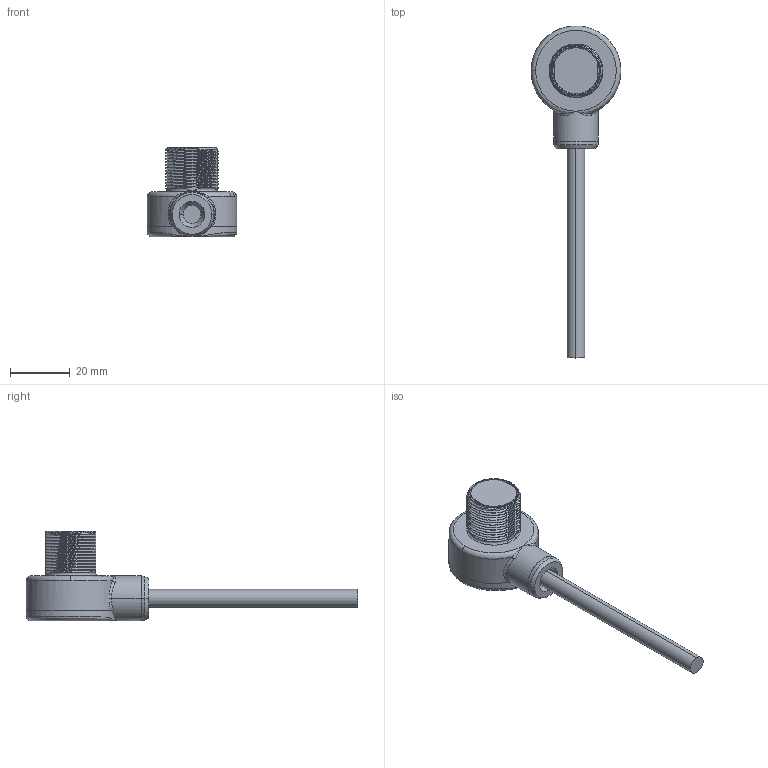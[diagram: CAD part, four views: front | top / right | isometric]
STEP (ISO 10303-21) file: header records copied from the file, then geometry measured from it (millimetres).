
FILE_DESCRIPTION((''),'2;1');
FILE_NAME('152817_SM01_ASM','2025-08-25T15:15:50',('banengservice'),('BANNER ENGINEERING'),'CREO PARAMETRIC BY PTC INC, 2022414','CREO PARAMETRIC BY PTC INC, 2022414','');
FILE_SCHEMA(('CONFIG_CONTROL_DESIGN'));
Length unit declared in the file: millimetre
Products named in the file (3): 152817_EP01; CABLE_600; 152817_SM01_ASM
Assembly tree (2 placements, depth 2):
  152817_SM01_ASM
    152817_EP01
    CABLE_600
Bounding box: 30.01 x 111.05 x 30.02 mm (x, y, z)
Volume: 18683.6 mm3; surface area: 6788.6 mm2
Topology: 2 solids, 2 shells, 150 faces, 388 edges, 249 vertices
Faces by surface type: cylinder 55, plane 55, bspline 18, cone 14, torus 4, sphere 4
Entity records: 13151 total; most frequent: CARTESIAN_POINT 9740, ORIENTED_EDGE 768, DIRECTION 578, EDGE_CURVE 384, VERTEX_POINT 249, AXIS2_PLACEMENT_3D 224, B_SPLINE_CURVE_WITH_KNOTS 167, EDGE_LOOP 161
